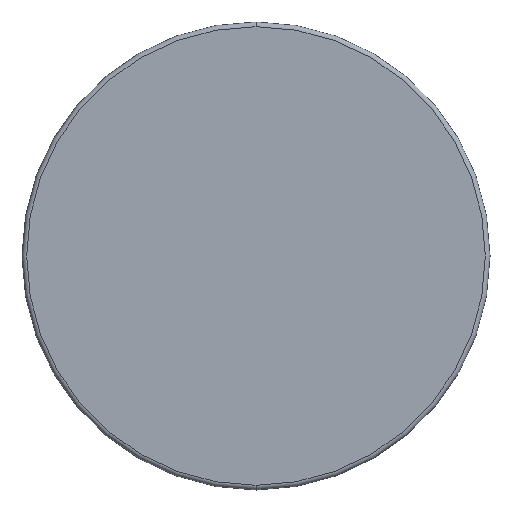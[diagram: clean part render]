
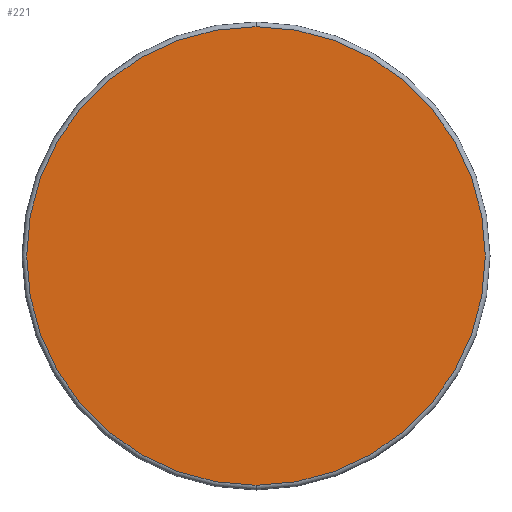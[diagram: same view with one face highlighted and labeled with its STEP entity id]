
A CAD part, front view. The second image highlights one B-rep face of the part: STEP entity #221.
In plain terms, the highlighted planar face has unit normal (0, -1, 0).
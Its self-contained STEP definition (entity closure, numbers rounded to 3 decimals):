
#43 = CARTESIAN_POINT ( 'NONE',  ( 0., 0., 0. ) ) ;
#52 = DIRECTION ( 'NONE',  ( 0., 0., -1. ) ) ;
#53 = DIRECTION ( 'NONE',  ( 0., -1., 0. ) ) ;
#59 = CIRCLE ( 'NONE', #136, 14.7 ) ;
#61 = CARTESIAN_POINT ( 'NONE',  ( 0., 0., 0. ) ) ;
#64 = EDGE_LOOP ( 'NONE', ( #243, #192 ) ) ;
#67 = DIRECTION ( 'NONE',  ( 0., -1., 0. ) ) ;
#73 = DIRECTION ( 'NONE',  ( 0., 0., -1. ) ) ;
#87 = DIRECTION ( 'NONE',  ( 0., -1., 0. ) ) ;
#89 = CARTESIAN_POINT ( 'NONE',  ( 0., 0., 0. ) ) ;
#101 = CIRCLE ( 'NONE', #121, 14.7 ) ;
#103 = FACE_OUTER_BOUND ( 'NONE', #64, .T. ) ;
#121 = AXIS2_PLACEMENT_3D ( 'NONE', #89, #87, #73 ) ;
#132 = CARTESIAN_POINT ( 'NONE',  ( 0., 0., 14.7 ) ) ;
#134 = PLANE ( 'NONE',  #227 ) ;
#136 = AXIS2_PLACEMENT_3D ( 'NONE', #61, #53, #52 ) ;
#139 = CARTESIAN_POINT ( 'NONE',  ( 0., 0., -14.7 ) ) ;
#171 = EDGE_CURVE ( 'NONE', #175, #176, #101, .T. ) ;
#175 = VERTEX_POINT ( 'NONE', #132 ) ;
#176 = VERTEX_POINT ( 'NONE', #139 ) ;
#186 = EDGE_CURVE ( 'NONE', #176, #175, #59, .T. ) ;
#192 = ORIENTED_EDGE ( 'NONE', *, *, #171, .T. ) ;
#200 = DIRECTION ( 'NONE',  ( 0., 0., -1. ) ) ;
#221 = ADVANCED_FACE ( 'NONE', ( #103 ), #134, .T. ) ;
#227 = AXIS2_PLACEMENT_3D ( 'NONE', #43, #67, #200 ) ;
#243 = ORIENTED_EDGE ( 'NONE', *, *, #186, .T. ) ;
